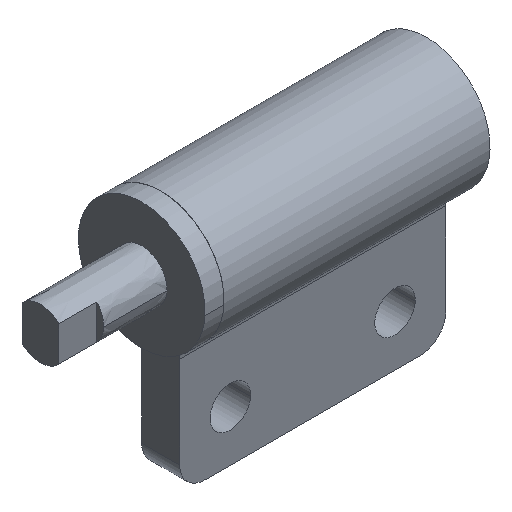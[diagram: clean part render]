
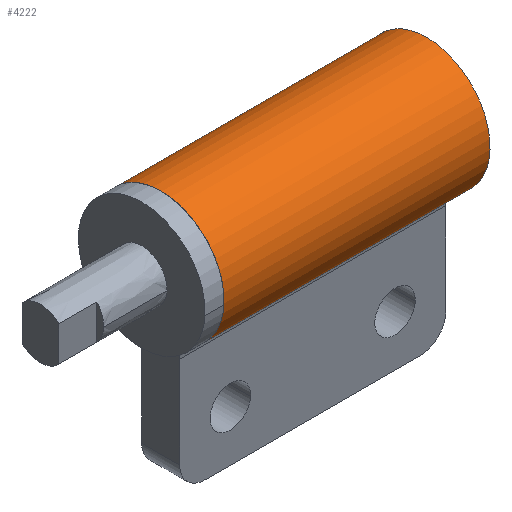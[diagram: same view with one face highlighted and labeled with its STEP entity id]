
A CAD part, isometric view. The second image highlights one B-rep face of the part: STEP entity #4222.
In plain terms, the highlighted free-form (B-spline) face has degree [1, 2] with [2, 7] control points.
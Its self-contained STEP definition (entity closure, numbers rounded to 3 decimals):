
#3928=CARTESIAN_POINT('',(27.5,2.308,-4.436));
#3929=VERTEX_POINT('',#3928);
#3943=CARTESIAN_POINT('',(27.5,-2.308,-4.436));
#3944=VERTEX_POINT('',#3943);
#3945=CARTESIAN_POINT('',(27.5,2.308,-4.436));
#3946=CARTESIAN_POINT('',(27.5,5.789,-2.624));
#3947=CARTESIAN_POINT('',(27.5,4.857,1.188));
#3948=CARTESIAN_POINT('',(27.5,3.925,5.0));
#3949=CARTESIAN_POINT('',(27.5,0.0,5.0));
#3950=CARTESIAN_POINT('',(27.5,-3.925,5.0));
#3951=CARTESIAN_POINT('',(27.5,-4.857,1.188));
#3952=CARTESIAN_POINT('',(27.5,-5.789,-2.624));
#3953=CARTESIAN_POINT('',(27.5,-2.308,-4.436));
#3961=(BOUNDED_CURVE()B_SPLINE_CURVE(2,(#3945,#3946,#3947,#3948,#3949,#3950,#3951,#3952,#3953),.UNSPECIFIED.,.F.,.U.)B_SPLINE_CURVE_WITH_KNOTS((3,2,2,2,3),(0.0,0.25,0.5,0.75,1.0),.UNSPECIFIED.)CURVE()GEOMETRIC_REPRESENTATION_ITEM()RATIONAL_B_SPLINE_CURVE((1.0,0.787,1.0,0.787,1.0,0.787,1.0,0.787,1.0))REPRESENTATION_ITEM(''));
#3962=EDGE_CURVE('',#3929,#3944,#3961,.T.);
#4006=CARTESIAN_POINT('',(6.5,-2.308,-4.436));
#4007=VERTEX_POINT('',#4006);
#4021=CARTESIAN_POINT('',(6.5,2.308,-4.436));
#4022=VERTEX_POINT('',#4021);
#4023=CARTESIAN_POINT('',(6.5,2.308,-4.436));
#4024=CARTESIAN_POINT('',(6.5,5.789,-2.624));
#4025=CARTESIAN_POINT('',(6.5,4.857,1.188));
#4026=CARTESIAN_POINT('',(6.5,3.925,5.0));
#4027=CARTESIAN_POINT('',(6.5,0.0,5.0));
#4028=CARTESIAN_POINT('',(6.5,-3.925,5.0));
#4029=CARTESIAN_POINT('',(6.5,-4.857,1.188));
#4030=CARTESIAN_POINT('',(6.5,-5.789,-2.624));
#4031=CARTESIAN_POINT('',(6.5,-2.308,-4.436));
#4039=(BOUNDED_CURVE()B_SPLINE_CURVE(2,(#4023,#4024,#4025,#4026,#4027,#4028,#4029,#4030,#4031),.UNSPECIFIED.,.F.,.U.)B_SPLINE_CURVE_WITH_KNOTS((3,2,2,2,3),(0.0,0.25,0.5,0.75,1.0),.UNSPECIFIED.)CURVE()GEOMETRIC_REPRESENTATION_ITEM()RATIONAL_B_SPLINE_CURVE((1.0,0.787,1.0,0.787,1.0,0.787,1.0,0.787,1.0))REPRESENTATION_ITEM(''));
#4040=EDGE_CURVE('',#4022,#4007,#4039,.T.);
#4085=CARTESIAN_POINT('',(6.5,2.308,-4.436));
#4086=CARTESIAN_POINT('',(27.5,2.308,-4.436));
#4087=QUASI_UNIFORM_CURVE('',1,(#4085,#4086),.UNSPECIFIED.,.F.,.U.);
#4088=EDGE_CURVE('',#4022,#3929,#4087,.T.);
#4184=CARTESIAN_POINT('',(6.5,-2.308,-4.436));
#4185=CARTESIAN_POINT('',(27.5,-2.308,-4.436));
#4186=QUASI_UNIFORM_CURVE('',1,(#4184,#4185),.UNSPECIFIED.,.F.,.U.);
#4187=EDGE_CURVE('',#4007,#3944,#4186,.T.);
#4194=CARTESIAN_POINT('',(5.975,-2.114,-4.531));
#4195=CARTESIAN_POINT('',(28.038,-2.114,-4.531));
#4196=CARTESIAN_POINT('',(5.975,-7.914,-1.825));
#4197=CARTESIAN_POINT('',(28.038,-7.914,-1.825));
#4198=CARTESIAN_POINT('',(5.975,-3.885,3.148));
#4199=CARTESIAN_POINT('',(28.038,-3.885,3.148));
#4200=CARTESIAN_POINT('',(5.975,0.144,8.12));
#4201=CARTESIAN_POINT('',(28.038,0.144,8.12));
#4202=CARTESIAN_POINT('',(5.975,3.994,3.008));
#4203=CARTESIAN_POINT('',(28.038,3.994,3.008));
#4204=CARTESIAN_POINT('',(5.975,7.844,-2.104));
#4205=CARTESIAN_POINT('',(28.038,7.844,-2.104));
#4206=CARTESIAN_POINT('',(5.975,1.953,-4.603));
#4207=CARTESIAN_POINT('',(28.038,1.953,-4.603));
#4215=(BOUNDED_SURFACE()B_SPLINE_SURFACE(1,2,((#4194,#4196,#4198,#4200,#4202,#4204,#4206),(#4195,#4197,#4199,#4201,#4203,#4205,#4207)),.UNSPECIFIED.,.F.,.F.,.U.)B_SPLINE_SURFACE_WITH_KNOTS((2,2),(3,2,2,3),(0.0,22.063),(0.0,9.755,19.509,29.264),.UNSPECIFIED.)GEOMETRIC_REPRESENTATION_ITEM()RATIONAL_B_SPLINE_SURFACE(((1.0,0.616,1.0,0.616,1.0,0.616,1.0),(1.0,0.616,1.0,0.616,1.0,0.616,1.0)))REPRESENTATION_ITEM('')SURFACE());
#4216=ORIENTED_EDGE('',*,*,#3962,.F.);
#4217=ORIENTED_EDGE('',*,*,#4088,.F.);
#4218=ORIENTED_EDGE('',*,*,#4040,.T.);
#4219=ORIENTED_EDGE('',*,*,#4187,.T.);
#4220=EDGE_LOOP('',(#4216,#4217,#4218,#4219));
#4221=FACE_OUTER_BOUND('',#4220,.T.);
#4222=ADVANCED_FACE('',(#4221),#4215,.T.);
